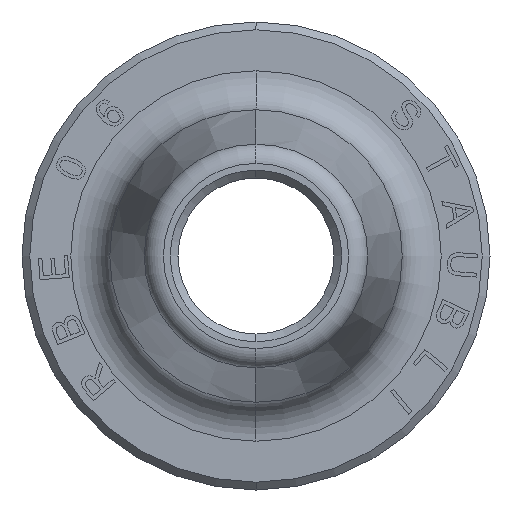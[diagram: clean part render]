
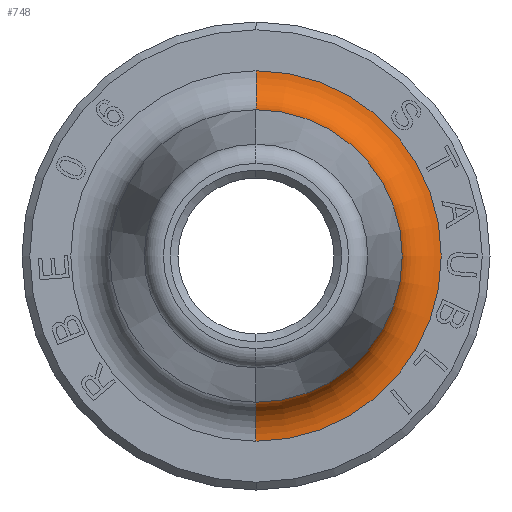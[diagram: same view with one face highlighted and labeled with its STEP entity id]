
A CAD part, left-side view. The second image highlights one B-rep face of the part: STEP entity #748.
In plain terms, the highlighted toroidal (fillet/blend) face has major radius 4.75 mm and minor radius 1 mm.
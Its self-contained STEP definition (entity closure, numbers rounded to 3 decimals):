
#48 = DIRECTION ( 'NONE',  ( -1., 0., 0. ) ) ;
#662 = AXIS2_PLACEMENT_3D ( 'NONE', #8175, #8272, #14632 ) ;
#748 = ADVANCED_FACE ( 'NONE', ( #11469 ), #12847, .F. ) ;
#2338 = EDGE_CURVE ( 'NONE', #13133, #6682, #15142, .T. ) ;
#3592 = ORIENTED_EDGE ( 'NONE', *, *, #2338, .T. ) ;
#4799 = EDGE_LOOP ( 'NONE', ( #14141, #11604, #3592, #19248 ) ) ;
#4829 = VERTEX_POINT ( 'NONE', #17901 ) ;
#5816 = AXIS2_PLACEMENT_3D ( 'NONE', #6020, #17175, #15609 ) ;
#5847 = VERTEX_POINT ( 'NONE', #7682 ) ;
#6020 = CARTESIAN_POINT ( 'NONE',  ( -1., 0., -4.75 ) ) ;
#6682 = VERTEX_POINT ( 'NONE', #19769 ) ;
#7682 = CARTESIAN_POINT ( 'NONE',  ( -1., 0., -3.75 ) ) ;
#8052 = EDGE_CURVE ( 'NONE', #5847, #13133, #14778, .T. ) ;
#8175 = CARTESIAN_POINT ( 'NONE',  ( -1., 0., 0. ) ) ;
#8272 = DIRECTION ( 'NONE',  ( -1., 0., 0. ) ) ;
#8420 = AXIS2_PLACEMENT_3D ( 'NONE', #17641, #12970, #19299 ) ;
#9771 = CIRCLE ( 'NONE', #8420, 1. ) ;
#10529 = AXIS2_PLACEMENT_3D ( 'NONE', #12108, #18223, #18526 ) ;
#10810 = CARTESIAN_POINT ( 'NONE',  ( 0., 0., -4.75 ) ) ;
#11118 = EDGE_CURVE ( 'NONE', #4829, #6682, #9771, .T. ) ;
#11469 = FACE_OUTER_BOUND ( 'NONE', #4799, .T. ) ;
#11604 = ORIENTED_EDGE ( 'NONE', *, *, #8052, .T. ) ;
#11772 = EDGE_CURVE ( 'NONE', #5847, #4829, #19395, .T. ) ;
#12108 = CARTESIAN_POINT ( 'NONE',  ( 0., 0., 0. ) ) ;
#12847 = TOROIDAL_SURFACE ( 'NONE', #18146, 4.75, 1. ) ;
#12970 = DIRECTION ( 'NONE',  ( 0., -1., 0. ) ) ;
#13133 = VERTEX_POINT ( 'NONE', #10810 ) ;
#14141 = ORIENTED_EDGE ( 'NONE', *, *, #11772, .F. ) ;
#14464 = DIRECTION ( 'NONE',  ( 0., 0., 1. ) ) ;
#14632 = DIRECTION ( 'NONE',  ( 0., 0., 1. ) ) ;
#14778 = CIRCLE ( 'NONE', #5816, 1. ) ;
#15142 = CIRCLE ( 'NONE', #10529, 4.75 ) ;
#15609 = DIRECTION ( 'NONE',  ( 0., 0., 1. ) ) ;
#16033 = CARTESIAN_POINT ( 'NONE',  ( -1., 0., 0. ) ) ;
#17175 = DIRECTION ( 'NONE',  ( 0., 1., 0. ) ) ;
#17641 = CARTESIAN_POINT ( 'NONE',  ( -1., 0., 4.75 ) ) ;
#17901 = CARTESIAN_POINT ( 'NONE',  ( -1., 0., 3.75 ) ) ;
#18146 = AXIS2_PLACEMENT_3D ( 'NONE', #16033, #48, #14464 ) ;
#18223 = DIRECTION ( 'NONE',  ( -1., 0., 0. ) ) ;
#18526 = DIRECTION ( 'NONE',  ( 0., 0., 1. ) ) ;
#19248 = ORIENTED_EDGE ( 'NONE', *, *, #11118, .F. ) ;
#19299 = DIRECTION ( 'NONE',  ( 0., 0., -1. ) ) ;
#19395 = CIRCLE ( 'NONE', #662, 3.75 ) ;
#19769 = CARTESIAN_POINT ( 'NONE',  ( 0., 0., 4.75 ) ) ;
